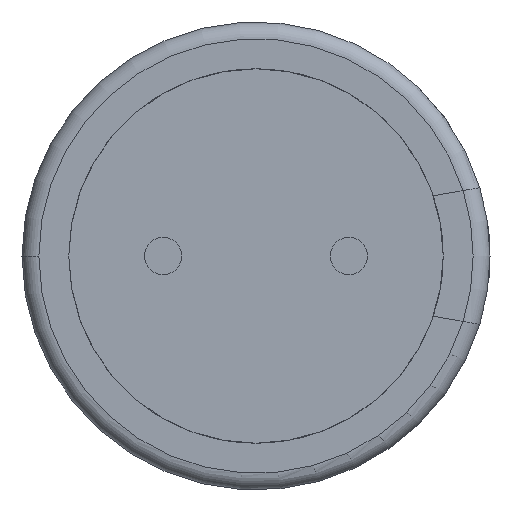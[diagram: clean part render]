
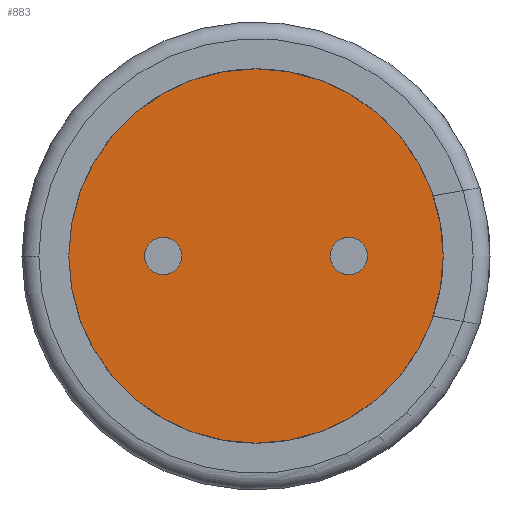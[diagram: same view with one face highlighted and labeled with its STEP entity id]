
A CAD part, front view. The second image highlights one B-rep face of the part: STEP entity #883.
In plain terms, the highlighted planar face has unit normal (0, -1, 0).
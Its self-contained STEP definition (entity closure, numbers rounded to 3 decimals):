
#11 = CIRCLE ( 'NONE', #656, 0.25 ) ;
#28 = CIRCLE ( 'NONE', #516, 2.52 ) ;
#35 = CIRCLE ( 'NONE', #1610, 2.52 ) ;
#90 = VERTEX_POINT ( 'NONE', #1517 ) ;
#127 = VERTEX_POINT ( 'NONE', #1677 ) ;
#223 = CARTESIAN_POINT ( 'NONE',  ( -1.25, 0., 0. ) ) ;
#259 = EDGE_CURVE ( 'NONE', #695, #127, #11, .T. ) ;
#287 = VERTEX_POINT ( 'NONE', #812 ) ;
#351 = DIRECTION ( 'NONE',  ( 0., 1., 0. ) ) ;
#391 = CARTESIAN_POINT ( 'NONE',  ( 1.25, 0., 0. ) ) ;
#420 = FACE_BOUND ( 'NONE', #1200, .T. ) ;
#437 = CARTESIAN_POINT ( 'NONE',  ( 2.52, 0., 0. ) ) ;
#478 = DIRECTION ( 'NONE',  ( 0., -1., 0. ) ) ;
#499 = ORIENTED_EDGE ( 'NONE', *, *, #1665, .F. ) ;
#516 = AXIS2_PLACEMENT_3D ( 'NONE', #1552, #351, #1256 ) ;
#524 = DIRECTION ( 'NONE',  ( -1., 0., 0. ) ) ;
#637 = FACE_BOUND ( 'NONE', #1396, .T. ) ;
#656 = AXIS2_PLACEMENT_3D ( 'NONE', #1555, #1702, #1434 ) ;
#695 = VERTEX_POINT ( 'NONE', #1439 ) ;
#714 = CIRCLE ( 'NONE', #1871, 0.25 ) ;
#717 = DIRECTION ( 'NONE',  ( 0., -1., 0. ) ) ;
#742 = CARTESIAN_POINT ( 'NONE',  ( 0., 0., 0. ) ) ;
#749 = ORIENTED_EDGE ( 'NONE', *, *, #259, .F. ) ;
#755 = EDGE_CURVE ( 'NONE', #1792, #830, #35, .T. ) ;
#787 = PLANE ( 'NONE',  #1164 ) ;
#789 = AXIS2_PLACEMENT_3D ( 'NONE', #223, #1454, #524 ) ;
#812 = CARTESIAN_POINT ( 'NONE',  ( -1.25, 0., -0.25 ) ) ;
#830 = VERTEX_POINT ( 'NONE', #437 ) ;
#883 = ADVANCED_FACE ( 'NONE', ( #420, #637, #1410 ), #787, .F. ) ;
#936 = DIRECTION ( 'NONE',  ( 0., 1., 0. ) ) ;
#997 = ORIENTED_EDGE ( 'NONE', *, *, #1213, .F. ) ;
#1067 = CARTESIAN_POINT ( 'NONE',  ( 0., 0., 0. ) ) ;
#1076 = DIRECTION ( 'NONE',  ( -1., 0., 0. ) ) ;
#1093 = CIRCLE ( 'NONE', #789, 0.25 ) ;
#1124 = EDGE_LOOP ( 'NONE', ( #1372, #499 ) ) ;
#1164 = AXIS2_PLACEMENT_3D ( 'NONE', #1067, #936, #1076 ) ;
#1200 = EDGE_LOOP ( 'NONE', ( #997, #1710 ) ) ;
#1213 = EDGE_CURVE ( 'NONE', #90, #287, #714, .T. ) ;
#1256 = DIRECTION ( 'NONE',  ( -1., 0., 0. ) ) ;
#1262 = CIRCLE ( 'NONE', #1393, 0.25 ) ;
#1280 = ORIENTED_EDGE ( 'NONE', *, *, #1336, .F. ) ;
#1336 = EDGE_CURVE ( 'NONE', #127, #695, #1262, .T. ) ;
#1337 = DIRECTION ( 'NONE',  ( -1., 0., 0. ) ) ;
#1370 = CARTESIAN_POINT ( 'NONE',  ( -1.25, 0., 0. ) ) ;
#1372 = ORIENTED_EDGE ( 'NONE', *, *, #755, .F. ) ;
#1393 = AXIS2_PLACEMENT_3D ( 'NONE', #391, #717, #1724 ) ;
#1396 = EDGE_LOOP ( 'NONE', ( #749, #1280 ) ) ;
#1410 = FACE_OUTER_BOUND ( 'NONE', #1124, .T. ) ;
#1434 = DIRECTION ( 'NONE',  ( -1., 0., 0. ) ) ;
#1439 = CARTESIAN_POINT ( 'NONE',  ( 1.25, 0., 0.25 ) ) ;
#1454 = DIRECTION ( 'NONE',  ( 0., -1., 0. ) ) ;
#1517 = CARTESIAN_POINT ( 'NONE',  ( -1.25, 0., 0.25 ) ) ;
#1552 = CARTESIAN_POINT ( 'NONE',  ( 0., 0., 0. ) ) ;
#1555 = CARTESIAN_POINT ( 'NONE',  ( 1.25, 0., 0. ) ) ;
#1600 = CARTESIAN_POINT ( 'NONE',  ( -2.52, 0., 0. ) ) ;
#1610 = AXIS2_PLACEMENT_3D ( 'NONE', #742, #1904, #1337 ) ;
#1665 = EDGE_CURVE ( 'NONE', #830, #1792, #28, .T. ) ;
#1677 = CARTESIAN_POINT ( 'NONE',  ( 1.25, 0., -0.25 ) ) ;
#1681 = DIRECTION ( 'NONE',  ( -1., 0., 0. ) ) ;
#1702 = DIRECTION ( 'NONE',  ( 0., -1., 0. ) ) ;
#1710 = ORIENTED_EDGE ( 'NONE', *, *, #1819, .F. ) ;
#1724 = DIRECTION ( 'NONE',  ( -1., 0., 0. ) ) ;
#1792 = VERTEX_POINT ( 'NONE', #1600 ) ;
#1819 = EDGE_CURVE ( 'NONE', #287, #90, #1093, .T. ) ;
#1871 = AXIS2_PLACEMENT_3D ( 'NONE', #1370, #478, #1681 ) ;
#1904 = DIRECTION ( 'NONE',  ( 0., 1., 0. ) ) ;
